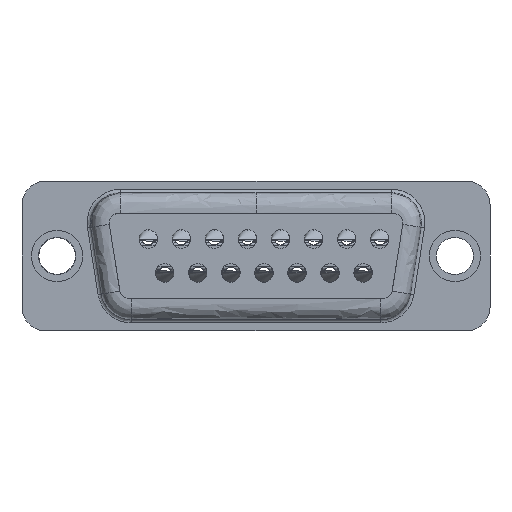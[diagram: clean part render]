
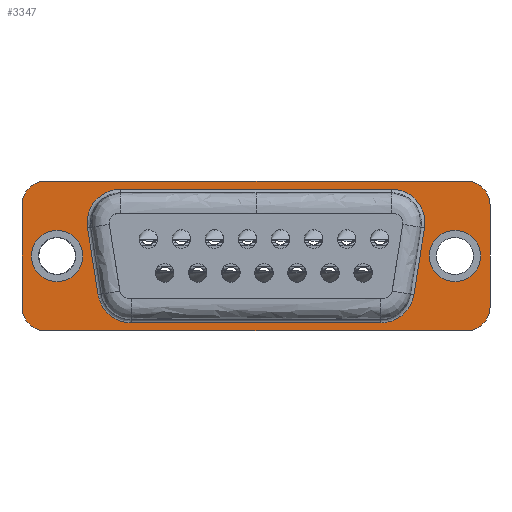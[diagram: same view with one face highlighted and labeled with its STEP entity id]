
A CAD part, front view. The second image highlights one B-rep face of the part: STEP entity #3347.
In plain terms, the highlighted planar face has unit normal (0, -1, 0).
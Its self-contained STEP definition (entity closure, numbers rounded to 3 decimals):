
#53=B_SPLINE_CURVE_WITH_KNOTS('',3,(#5523,#5524,#5525,#5526),
 .UNSPECIFIED.,.F.,.F.,(4,4),(0.,0.006),.UNSPECIFIED.);
#54=B_SPLINE_CURVE_WITH_KNOTS('',3,(#5529,#5530,#5531,#5532,#5533),
 .UNSPECIFIED.,.F.,.F.,(4,1,4),(0.,0.002,0.004),
 .UNSPECIFIED.);
#55=B_SPLINE_CURVE_WITH_KNOTS('',3,(#5537,#5538,#5539,#5540,#5541),
 .UNSPECIFIED.,.F.,.F.,(4,1,4),(0.,0.002,0.004),
 .UNSPECIFIED.);
#56=B_SPLINE_CURVE_WITH_KNOTS('',3,(#5543,#5544,#5545,#5546),
 .UNSPECIFIED.,.F.,.F.,(4,4),(0.,0.006),.UNSPECIFIED.);
#57=B_SPLINE_CURVE_WITH_KNOTS('',3,(#5548,#5549,#5550,#5551,#5552),
 .UNSPECIFIED.,.F.,.F.,(4,1,4),(0.,0.002,0.005),
 .UNSPECIFIED.);
#58=B_SPLINE_CURVE_WITH_KNOTS('',3,(#5556,#5557,#5558,#5559,#5560),
 .UNSPECIFIED.,.F.,.F.,(4,1,4),(0.,0.002,0.005),
 .UNSPECIFIED.);
#217=PLANE('',#3745);
#364=LINE('',#5535,#575);
#365=LINE('',#5554,#576);
#366=LINE('',#5564,#577);
#367=LINE('',#5568,#578);
#368=LINE('',#5572,#579);
#369=LINE('',#5576,#580);
#575=VECTOR('',#4576,1000.);
#576=VECTOR('',#4577,1000.);
#577=VECTOR('',#4580,1000.);
#578=VECTOR('',#4583,1000.);
#579=VECTOR('',#4586,1000.);
#580=VECTOR('',#4589,1000.);
#1337=ORIENTED_EDGE('',*,*,#1955,.T.);
#1338=ORIENTED_EDGE('',*,*,#1956,.T.);
#1339=ORIENTED_EDGE('',*,*,#1957,.T.);
#1340=ORIENTED_EDGE('',*,*,#1958,.T.);
#1341=ORIENTED_EDGE('',*,*,#1959,.T.);
#1342=ORIENTED_EDGE('',*,*,#1960,.T.);
#1343=ORIENTED_EDGE('',*,*,#1961,.T.);
#1344=ORIENTED_EDGE('',*,*,#1962,.T.);
#1345=ORIENTED_EDGE('',*,*,#1963,.T.);
#1346=ORIENTED_EDGE('',*,*,#1964,.T.);
#1347=ORIENTED_EDGE('',*,*,#1965,.F.);
#1348=ORIENTED_EDGE('',*,*,#1966,.F.);
#1349=ORIENTED_EDGE('',*,*,#1967,.F.);
#1350=ORIENTED_EDGE('',*,*,#1968,.F.);
#1351=ORIENTED_EDGE('',*,*,#1969,.F.);
#1352=ORIENTED_EDGE('',*,*,#1970,.F.);
#1353=ORIENTED_EDGE('',*,*,#1971,.F.);
#1354=ORIENTED_EDGE('',*,*,#1972,.F.);
#1955=EDGE_CURVE('',#2321,#2321,#2586,.T.);
#1956=EDGE_CURVE('',#2322,#2322,#2587,.T.);
#1957=EDGE_CURVE('',#2323,#2324,#53,.T.);
#1958=EDGE_CURVE('',#2324,#2325,#54,.T.);
#1959=EDGE_CURVE('',#2325,#2326,#364,.F.);
#1960=EDGE_CURVE('',#2326,#2327,#55,.T.);
#1961=EDGE_CURVE('',#2327,#2328,#56,.T.);
#1962=EDGE_CURVE('',#2328,#2329,#57,.T.);
#1963=EDGE_CURVE('',#2329,#2330,#365,.F.);
#1964=EDGE_CURVE('',#2330,#2323,#58,.T.);
#1965=EDGE_CURVE('',#2331,#2332,#2588,.T.);
#1966=EDGE_CURVE('',#2333,#2331,#366,.T.);
#1967=EDGE_CURVE('',#2334,#2333,#2589,.T.);
#1968=EDGE_CURVE('',#2335,#2334,#367,.T.);
#1969=EDGE_CURVE('',#2336,#2335,#2590,.T.);
#1970=EDGE_CURVE('',#2337,#2336,#368,.T.);
#1971=EDGE_CURVE('',#2338,#2337,#2591,.T.);
#1972=EDGE_CURVE('',#2332,#2338,#369,.T.);
#2321=VERTEX_POINT('',#5520);
#2322=VERTEX_POINT('',#5522);
#2323=VERTEX_POINT('',#5527);
#2324=VERTEX_POINT('',#5528);
#2325=VERTEX_POINT('',#5534);
#2326=VERTEX_POINT('',#5536);
#2327=VERTEX_POINT('',#5542);
#2328=VERTEX_POINT('',#5547);
#2329=VERTEX_POINT('',#5553);
#2330=VERTEX_POINT('',#5555);
#2331=VERTEX_POINT('',#5562);
#2332=VERTEX_POINT('',#5563);
#2333=VERTEX_POINT('',#5565);
#2334=VERTEX_POINT('',#5567);
#2335=VERTEX_POINT('',#5569);
#2336=VERTEX_POINT('',#5571);
#2337=VERTEX_POINT('',#5573);
#2338=VERTEX_POINT('',#5575);
#2586=CIRCLE('',#3746,2.15);
#2587=CIRCLE('',#3747,2.15);
#2588=CIRCLE('',#3748,2.);
#2589=CIRCLE('',#3749,2.);
#2590=CIRCLE('',#3750,2.);
#2591=CIRCLE('',#3751,2.);
#2848=EDGE_LOOP('',(#1337));
#2849=EDGE_LOOP('',(#1338));
#2850=EDGE_LOOP('',(#1339,#1340,#1341,#1342,#1343,#1344,#1345,#1346));
#2851=EDGE_LOOP('',(#1347,#1348,#1349,#1350,#1351,#1352,#1353,#1354));
#3121=FACE_BOUND('',#2848,.T.);
#3122=FACE_BOUND('',#2849,.T.);
#3123=FACE_BOUND('',#2850,.T.);
#3124=FACE_BOUND('',#2851,.T.);
#3347=ADVANCED_FACE('',(#3121,#3122,#3123,#3124),#217,.F.);
#3745=AXIS2_PLACEMENT_3D('',#5518,#4570,#4571);
#3746=AXIS2_PLACEMENT_3D('',#5519,#4572,#4573);
#3747=AXIS2_PLACEMENT_3D('',#5521,#4574,#4575);
#3748=AXIS2_PLACEMENT_3D('',#5561,#4578,#4579);
#3749=AXIS2_PLACEMENT_3D('',#5566,#4581,#4582);
#3750=AXIS2_PLACEMENT_3D('',#5570,#4584,#4585);
#3751=AXIS2_PLACEMENT_3D('',#5574,#4587,#4588);
#4570=DIRECTION('',(0.,1.,0.));
#4571=DIRECTION('',(0.,0.,1.));
#4572=DIRECTION('',(0.,1.,0.));
#4573=DIRECTION('',(1.,0.,0.));
#4574=DIRECTION('',(0.,1.,0.));
#4575=DIRECTION('',(1.,0.,0.));
#4576=DIRECTION('',(1.,0.,0.));
#4577=DIRECTION('',(-1.,0.,0.));
#4578=DIRECTION('',(0.,1.,0.));
#4579=DIRECTION('',(1.,0.,0.));
#4580=DIRECTION('',(0.,0.,1.));
#4581=DIRECTION('',(0.,1.,0.));
#4582=DIRECTION('',(1.,0.,0.));
#4583=DIRECTION('',(-1.,0.,0.));
#4584=DIRECTION('',(0.,1.,0.));
#4585=DIRECTION('',(1.,0.,0.));
#4586=DIRECTION('',(0.,0.,-1.));
#4587=DIRECTION('',(0.,1.,0.));
#4588=DIRECTION('',(-1.,0.,0.));
#4589=DIRECTION('',(1.,0.,0.));
#5518=CARTESIAN_POINT('',(-17.6,-0.4,4.275));
#5519=CARTESIAN_POINT('',(16.66,-0.4,0.));
#5520=CARTESIAN_POINT('',(18.81,-0.4,0.));
#5521=CARTESIAN_POINT('',(-16.66,-0.4,0.));
#5522=CARTESIAN_POINT('',(-14.51,-0.4,0.));
#5523=CARTESIAN_POINT('',(14.116,-0.4,2.362));
#5524=CARTESIAN_POINT('',(13.82,-0.4,0.495));
#5525=CARTESIAN_POINT('',(13.524,-0.4,-1.371));
#5526=CARTESIAN_POINT('',(13.229,-0.4,-3.238));
#5527=CARTESIAN_POINT('',(14.116,-0.4,2.362));
#5528=CARTESIAN_POINT('',(13.229,-0.4,-3.238));
#5529=CARTESIAN_POINT('',(13.229,-0.4,-3.238));
#5530=CARTESIAN_POINT('',(13.124,-0.4,-3.897));
#5531=CARTESIAN_POINT('',(12.432,-0.4,-5.114));
#5532=CARTESIAN_POINT('',(11.13,-0.4,-5.6));
#5533=CARTESIAN_POINT('',(10.463,-0.4,-5.6));
#5534=CARTESIAN_POINT('',(10.463,-0.4,-5.6));
#5535=CARTESIAN_POINT('',(-17.6,-0.4,-5.6));
#5536=CARTESIAN_POINT('',(-10.463,-0.4,-5.6));
#5537=CARTESIAN_POINT('',(-10.463,-0.4,-5.6));
#5538=CARTESIAN_POINT('',(-11.13,-0.4,-5.6));
#5539=CARTESIAN_POINT('',(-12.44,-0.4,-5.106));
#5540=CARTESIAN_POINT('',(-13.124,-0.4,-3.897));
#5541=CARTESIAN_POINT('',(-13.229,-0.4,-3.238));
#5542=CARTESIAN_POINT('',(-13.229,-0.4,-3.238));
#5543=CARTESIAN_POINT('',(-13.229,-0.4,-3.238));
#5544=CARTESIAN_POINT('',(-13.524,-0.4,-1.371));
#5545=CARTESIAN_POINT('',(-13.82,-0.4,0.495));
#5546=CARTESIAN_POINT('',(-14.116,-0.4,2.362));
#5547=CARTESIAN_POINT('',(-14.116,-0.4,2.362));
#5548=CARTESIAN_POINT('',(-14.116,-0.4,2.362));
#5549=CARTESIAN_POINT('',(-14.243,-0.4,3.167));
#5550=CARTESIAN_POINT('',(-13.752,-0.4,4.856));
#5551=CARTESIAN_POINT('',(-12.165,-0.4,5.6));
#5552=CARTESIAN_POINT('',(-11.35,-0.4,5.6));
#5553=CARTESIAN_POINT('',(-11.35,-0.4,5.6));
#5554=CARTESIAN_POINT('',(-17.6,-0.4,5.6));
#5555=CARTESIAN_POINT('',(11.35,-0.4,5.6));
#5556=CARTESIAN_POINT('',(11.35,-0.4,5.6));
#5557=CARTESIAN_POINT('',(12.165,-0.4,5.6));
#5558=CARTESIAN_POINT('',(13.757,-0.4,4.851));
#5559=CARTESIAN_POINT('',(14.243,-0.4,3.167));
#5560=CARTESIAN_POINT('',(14.116,-0.4,2.362));
#5561=CARTESIAN_POINT('',(-17.6,-0.4,4.275));
#5562=CARTESIAN_POINT('',(-19.6,-0.4,4.275));
#5563=CARTESIAN_POINT('',(-17.6,-0.4,6.275));
#5564=CARTESIAN_POINT('',(-19.6,-0.4,-4.275));
#5565=CARTESIAN_POINT('',(-19.6,-0.4,-4.275));
#5566=CARTESIAN_POINT('',(-17.6,-0.4,-4.275));
#5567=CARTESIAN_POINT('',(-17.6,-0.4,-6.275));
#5568=CARTESIAN_POINT('',(17.6,-0.4,-6.275));
#5569=CARTESIAN_POINT('',(17.6,-0.4,-6.275));
#5570=CARTESIAN_POINT('',(17.6,-0.4,-4.275));
#5571=CARTESIAN_POINT('',(19.6,-0.4,-4.275));
#5572=CARTESIAN_POINT('',(19.6,-0.4,4.275));
#5573=CARTESIAN_POINT('',(19.6,-0.4,4.275));
#5574=CARTESIAN_POINT('',(17.6,-0.4,4.275));
#5575=CARTESIAN_POINT('',(17.6,-0.4,6.275));
#5576=CARTESIAN_POINT('',(-17.6,-0.4,6.275));
